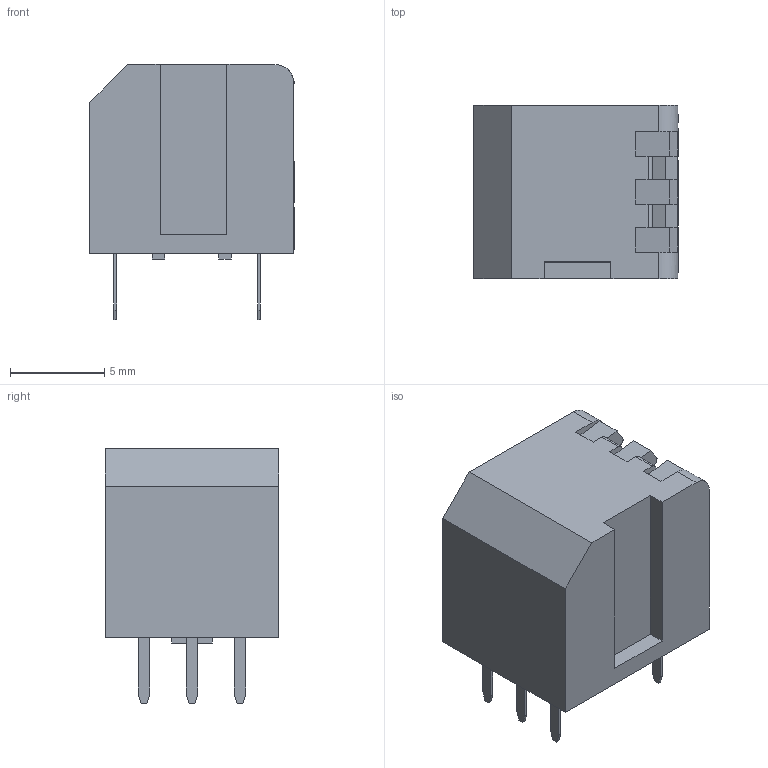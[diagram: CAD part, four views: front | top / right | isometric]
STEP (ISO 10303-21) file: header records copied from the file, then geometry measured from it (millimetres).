
FILE_DESCRIPTION((' '),'2;1');
FILE_NAME('KAP1103R.stp','2017-08-03T09:37:44',(' '),(' '),' ','ACIS',' ');
FILE_SCHEMA(('CONFIG_CONTROL_DESIGN'));
Length unit declared in the file: inch
Products named in the file (1): KAP1103R.stp
Bounding box: 10.82 x 9.18 x 13.5 mm (x, y, z)
Volume: 913 mm3; surface area: 679.1 mm2
Topology: 7 solids, 7 shells, 230 faces, 584 edges, 360 vertices
Faces by surface type: plane 187, bspline 33, cylinder 10
Entity records: 7104 total; most frequent: CARTESIAN_POINT 1685, ORIENTED_EDGE 1168, DIRECTION 942, EDGE_CURVE 584, VECTOR 490, LINE 490, VERTEX_POINT 360, EDGE_LOOP 246
